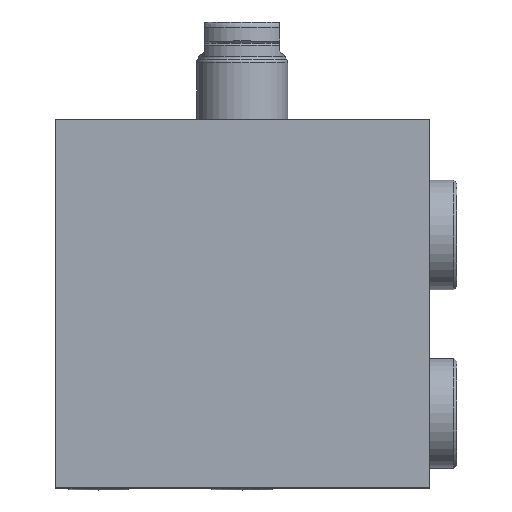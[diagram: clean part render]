
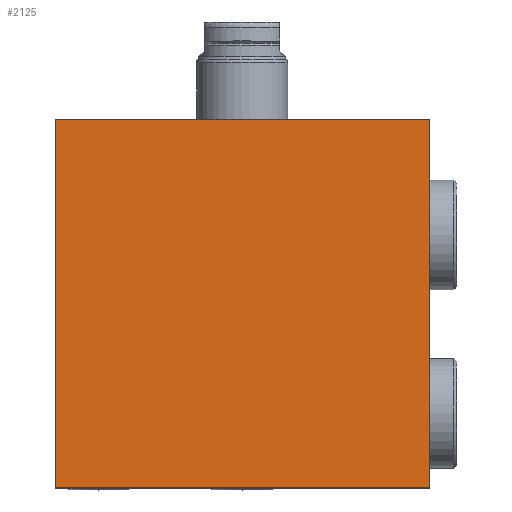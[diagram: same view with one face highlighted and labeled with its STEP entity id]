
A CAD part, top view. The second image highlights one B-rep face of the part: STEP entity #2125.
In plain terms, the highlighted planar face has unit normal (0, 0, 1).
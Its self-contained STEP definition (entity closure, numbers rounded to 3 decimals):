
#430=DIRECTION('',(1.,0.,0.));
#431=VECTOR('',#430,65.);
#432=CARTESIAN_POINT('',(-32.5,64.,22.5));
#433=LINE('',#432,#431);
#492=DIRECTION('',(1.,0.,0.));
#493=VECTOR('',#492,65.);
#494=CARTESIAN_POINT('',(-32.5,0.,22.5));
#495=LINE('',#494,#493);
#564=DIRECTION('',(0.,1.,0.));
#565=VECTOR('',#564,64.);
#566=CARTESIAN_POINT('',(-32.5,0.,22.5));
#567=LINE('',#566,#565);
#568=DIRECTION('',(0.,1.,0.));
#569=VECTOR('',#568,64.);
#570=CARTESIAN_POINT('',(32.5,0.,22.5));
#571=LINE('',#570,#569);
#1330=CARTESIAN_POINT('',(-32.5,0.,22.5));
#1332=VERTEX_POINT('',#1330);
#1333=CARTESIAN_POINT('',(32.5,0.,22.5));
#1334=VERTEX_POINT('',#1333);
#1338=CARTESIAN_POINT('',(-32.5,64.,22.5));
#1340=VERTEX_POINT('',#1338);
#1341=CARTESIAN_POINT('',(32.5,64.,22.5));
#1342=VERTEX_POINT('',#1341);
#2113=CARTESIAN_POINT('',(-32.5,0.,22.5));
#2114=DIRECTION('',(0.,0.,1.));
#2115=DIRECTION('',(1.,0.,0.));
#2116=AXIS2_PLACEMENT_3D('',#2113,#2114,#2115);
#2117=PLANE('',#2116);
#2118=ORIENTED_EDGE('',*,*,#2068,.F.);
#2119=ORIENTED_EDGE('',*,*,#2057,.T.);
#2120=ORIENTED_EDGE('',*,*,#2013,.T.);
#2122=ORIENTED_EDGE('',*,*,#2121,.F.);
#2123=EDGE_LOOP('',(#2118,#2119,#2120,#2122));
#2124=FACE_OUTER_BOUND('',#2123,.F.);
#2125=ADVANCED_FACE('',(#2124),#2117,.T.);
#2013=EDGE_CURVE('',#1340,#1342,#433,.T.);
#2057=EDGE_CURVE('',#1332,#1340,#567,.T.);
#2068=EDGE_CURVE('',#1332,#1334,#495,.T.);
#2121=EDGE_CURVE('',#1334,#1342,#571,.T.);
